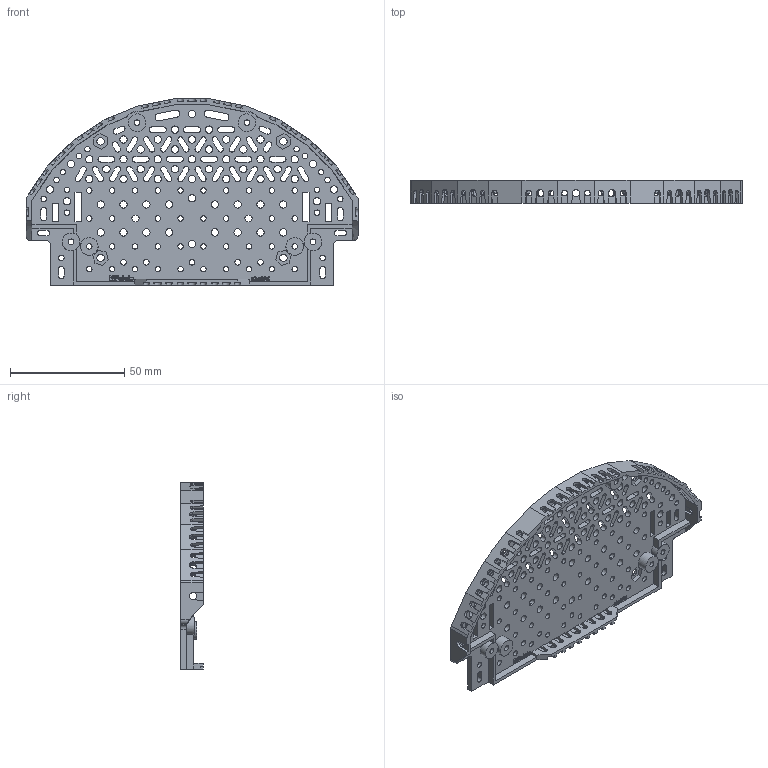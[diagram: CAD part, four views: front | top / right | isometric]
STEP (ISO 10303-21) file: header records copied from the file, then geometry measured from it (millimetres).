
FILE_DESCRIPTION (( 'STEP AP214' ), '1' );
FILE_NAME ('cha02d.step', '2018-08-23T21:46:32', ( '' ), ( '' ), 'SwSTEP 2.0', 'SolidWorks 2016', '' );
FILE_SCHEMA (( 'AUTOMOTIVE_DESIGN' ));
Length unit declared in the file: millimetre
Products named in the file (1): cha02d
Bounding box: 145.46 x 10 x 81.56 mm (x, y, z)
Volume: 24051.7 mm3; surface area: 28748.1 mm2
Topology: 1 solids, 1 shells, 1026 faces, 3190 edges, 2075 vertices
Faces by surface type: plane 612, cylinder 315, bspline 99
Full cylindrical faces by diameter (mm): 2.4 x61, 2.5 x2, 3.2 x60, 7.7 x4
Entity records: 38661 total; most frequent: CARTESIAN_POINT 10042, ORIENTED_EDGE 6102, DIRECTION 5351, EDGE_CURVE 3051, VECTOR 2207, LINE 2207, VERTEX_POINT 2063, AXIS2_PLACEMENT_3D 1572
